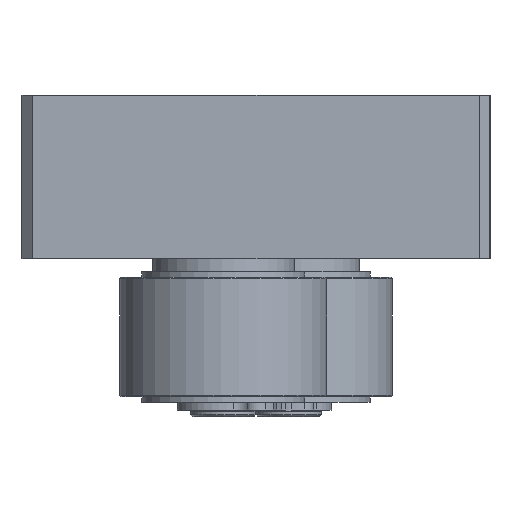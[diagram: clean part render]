
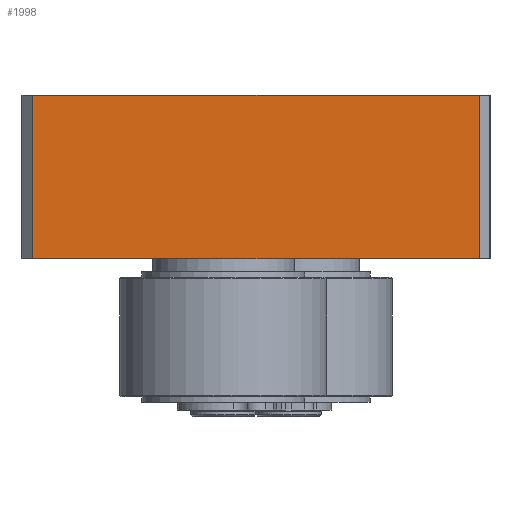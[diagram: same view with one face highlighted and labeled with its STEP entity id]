
A CAD part, left-side view. The second image highlights one B-rep face of the part: STEP entity #1998.
In plain terms, the highlighted planar face has unit normal (-1, 0, 0).
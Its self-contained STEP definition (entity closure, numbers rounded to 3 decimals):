
#405=FACE_OUTER_BOUND('',#529,.T.);
#529=EDGE_LOOP('',(#1394,#1395,#1396,#1397));
#702=LINE('',#3255,#819);
#703=LINE('',#3258,#820);
#704=LINE('',#3260,#821);
#705=LINE('',#3261,#822);
#819=VECTOR('',#2583,10.);
#820=VECTOR('',#2586,10.);
#821=VECTOR('',#2587,10.);
#822=VECTOR('',#2588,10.);
#933=VERTEX_POINT('',#3248);
#936=VERTEX_POINT('',#3253);
#937=VERTEX_POINT('',#3257);
#938=VERTEX_POINT('',#3259);
#1119=EDGE_CURVE('',#936,#933,#702,.T.);
#1120=EDGE_CURVE('',#937,#936,#703,.T.);
#1121=EDGE_CURVE('',#938,#937,#704,.T.);
#1122=EDGE_CURVE('',#933,#938,#705,.T.);
#1394=ORIENTED_EDGE('',*,*,#1119,.F.);
#1395=ORIENTED_EDGE('',*,*,#1120,.F.);
#1396=ORIENTED_EDGE('',*,*,#1121,.F.);
#1397=ORIENTED_EDGE('',*,*,#1122,.F.);
#1939=PLANE('',#2300);
#1998=ADVANCED_FACE('',(#405),#1939,.T.);
#2300=AXIS2_PLACEMENT_3D('',#3256,#2584,#2585);
#2583=DIRECTION('',(0.,0.,1.));
#2584=DIRECTION('center_axis',(-1.,0.,0.));
#2585=DIRECTION('ref_axis',(0.,-1.,0.));
#2586=DIRECTION('',(0.,1.,0.));
#2587=DIRECTION('',(0.,0.,-1.));
#2588=DIRECTION('',(0.,-1.,0.));
#3248=CARTESIAN_POINT('',(-95.,20.5,7.5));
#3253=CARTESIAN_POINT('',(-95.,20.5,-7.5));
#3255=CARTESIAN_POINT('',(-95.,20.5,0.));
#3256=CARTESIAN_POINT('Origin',(-95.,21.5,0.));
#3257=CARTESIAN_POINT('',(-95.,-20.5,-7.5));
#3258=CARTESIAN_POINT('',(-95.,21.5,-7.5));
#3259=CARTESIAN_POINT('',(-95.,-20.5,7.5));
#3260=CARTESIAN_POINT('',(-95.,-20.5,0.));
#3261=CARTESIAN_POINT('',(-95.,21.5,7.5));
